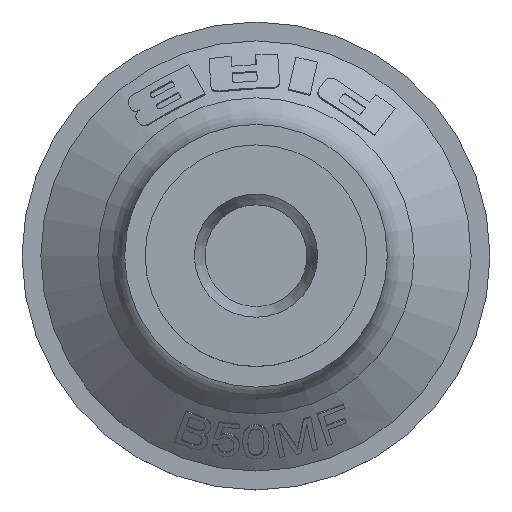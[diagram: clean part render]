
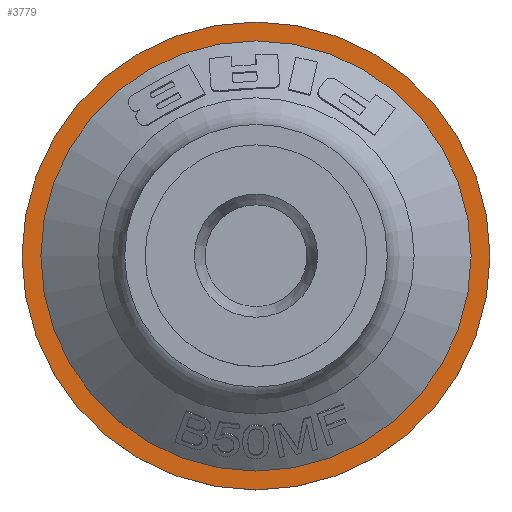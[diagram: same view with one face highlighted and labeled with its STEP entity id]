
A CAD part, top view. The second image highlights one B-rep face of the part: STEP entity #3779.
In plain terms, the highlighted planar face has unit normal (0, 0, 1).
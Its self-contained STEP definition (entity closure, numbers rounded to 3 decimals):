
#173=PLANE('',#3973);
#699=ORIENTED_EDGE('',*,*,#1523,.T.);
#700=ORIENTED_EDGE('',*,*,#1474,.F.);
#1474=EDGE_CURVE('',#1890,#1890,#2127,.T.);
#1523=EDGE_CURVE('',#1939,#1939,#2136,.T.);
#1890=VERTEX_POINT('',#4421);
#1939=VERTEX_POINT('',#4668);
#2127=CIRCLE('',#3956,26.2);
#2136=CIRCLE('',#3974,28.5);
#2176=EDGE_LOOP('',(#699));
#2177=EDGE_LOOP('',(#700));
#2385=FACE_BOUND('',#2176,.T.);
#2386=FACE_BOUND('',#2177,.T.);
#3779=ADVANCED_FACE('',(#2385,#2386),#173,.T.);
#3956=AXIS2_PLACEMENT_3D('',#4420,#4029,#4030);
#3973=AXIS2_PLACEMENT_3D('',#4666,#4063,#4064);
#3974=AXIS2_PLACEMENT_3D('',#4667,#4065,#4066);
#4029=DIRECTION('',(0.,0.,1.));
#4030=DIRECTION('',(1.,0.,0.));
#4063=DIRECTION('',(0.,0.,1.));
#4064=DIRECTION('',(1.,0.,0.));
#4065=DIRECTION('',(0.,0.,1.));
#4066=DIRECTION('',(1.,0.,0.));
#4420=CARTESIAN_POINT('',(0.,0.,14.5));
#4421=CARTESIAN_POINT('',(26.2,0.,14.5));
#4666=CARTESIAN_POINT('',(28.5,0.,14.5));
#4667=CARTESIAN_POINT('',(0.,0.,14.5));
#4668=CARTESIAN_POINT('',(28.5,0.,14.5));
